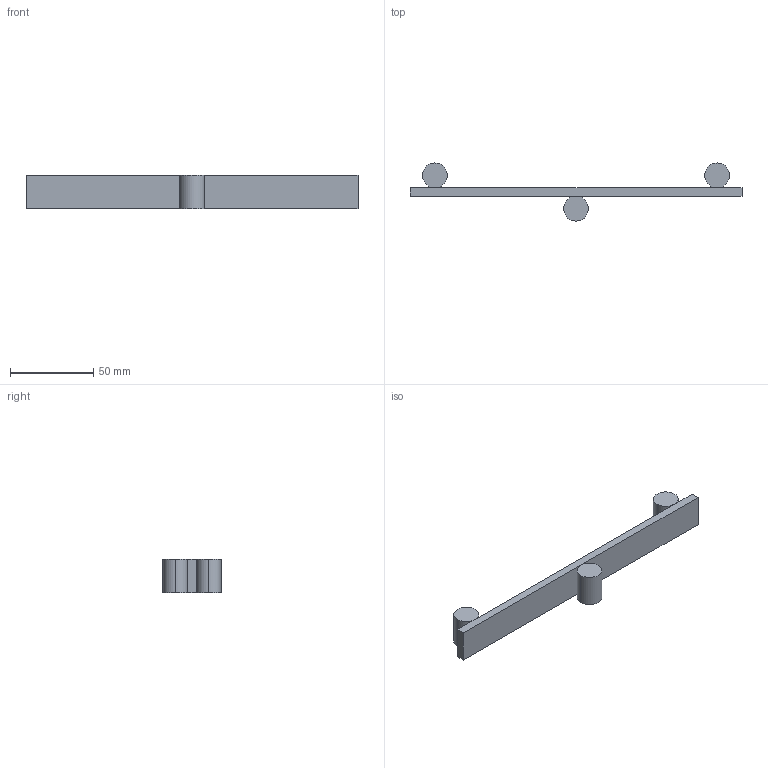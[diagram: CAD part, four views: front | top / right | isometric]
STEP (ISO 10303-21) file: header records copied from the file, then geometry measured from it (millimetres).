
FILE_DESCRIPTION(('CAx-IF Rec.Pracs.---Model Styling and Organization---1.2---2011-12-15','CAx-IF Rec.Pracs.---Geometric and Assembly Validation Properties---4.1---2014-06-16','CAx-IF Rec.Pracs.---PMI Polyline Presentation---2.0---2013-05-24'),'2;1');
FILE_NAME('3_pt_bending_1.stp','2020-09-06T04:44:16+06:30',('HyperWorksVersion-2017.1.0.19'),(''),'STEP Interface 2016 Sp2 by CT CoreTechnologie','3D_Kernel_IO2016 Sp2 by CT CoreTechnologie','');
FILE_SCHEMA(('AUTOMOTIVE_DESIGN { 1 0 10303 214 1 1 1 1 }'));
Length unit declared in the file: millimetre
Products named in the file (12): 3_pt_bending_1; 3_pt_bending; Beam; Beam(2); Beam(2)(2); Support; Support(2); Support(2)(2); Load; Load.1
Assembly tree (11 placements, depth 6):
  3_pt_bending_1
    3_pt_bending_1
      3_pt_bending
        Beam
          Beam(2)
            Beam(2)(2)
        Support
          Support(2)
            Support(2)(2)
        Load
          Load.1
            Load
Bounding box: 200 x 35 x 20 mm (x, y, z)
Volume: 30602.2 mm3; surface area: 14087.5 mm2
Topology: 4 solids, 4 shells, 24 faces, 48 edges, 32 vertices
Faces by surface type: bspline 16, plane 8
Entity records: 1078 total; most frequent: CARTESIAN_POINT 194, DIRECTION 106, ORIENTED_EDGE 96, EDGE_CURVE 48, AXIS2_PLACEMENT_3D 38, VERTEX_POINT 32, VECTOR 30, LINE 30
